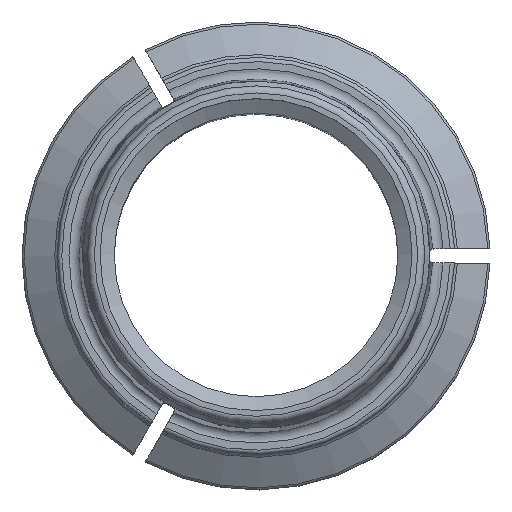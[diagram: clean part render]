
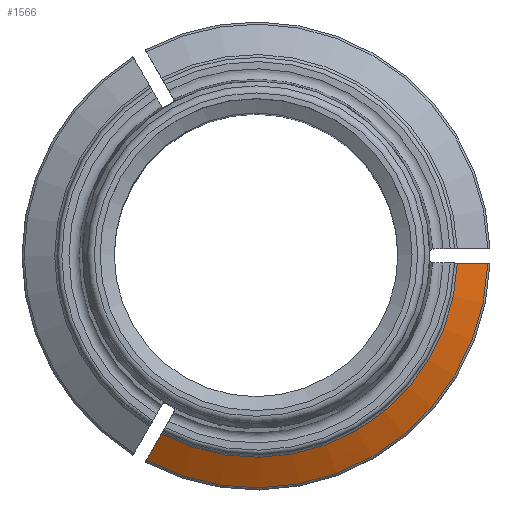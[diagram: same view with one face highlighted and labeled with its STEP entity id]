
A CAD part, top view. The second image highlights one B-rep face of the part: STEP entity #1566.
In plain terms, the highlighted conical face has half-angle 60 degrees and reference radius 14 mm.
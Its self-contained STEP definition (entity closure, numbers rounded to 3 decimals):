
#23=CONICAL_SURFACE('',#1678,14.,1.047);
#384=ORIENTED_EDGE('',*,*,#577,.F.);
#385=ORIENTED_EDGE('',*,*,#697,.T.);
#386=ORIENTED_EDGE('',*,*,#677,.T.);
#387=ORIENTED_EDGE('',*,*,#699,.T.);
#577=EDGE_CURVE('',#748,#749,#859,.T.);
#677=EDGE_CURVE('',#839,#838,#876,.T.);
#697=EDGE_CURVE('',#748,#839,#893,.T.);
#699=EDGE_CURVE('',#838,#749,#895,.T.);
#748=VERTEX_POINT('',#2152);
#749=VERTEX_POINT('',#2154);
#838=VERTEX_POINT('',#2513);
#839=VERTEX_POINT('',#2515);
#859=CIRCLE('',#1620,37333.351);
#876=CIRCLE('',#1646,37333.359);
#893=CIRCLE('',#1673,16.35);
#895=CIRCLE('',#1676,14.2);
#961=EDGE_LOOP('',(#384,#385,#386,#387));
#1039=FACE_BOUND('',#961,.T.);
#1566=ADVANCED_FACE('',(#1039),#23,.T.);
#1620=AXIS2_PLACEMENT_3D('',#2153,#1777,#1778);
#1646=AXIS2_PLACEMENT_3D('',#2514,#1872,#1873);
#1673=AXIS2_PLACEMENT_3D('',#2563,#1927,#1928);
#1676=AXIS2_PLACEMENT_3D('',#2566,#1933,#1934);
#1678=AXIS2_PLACEMENT_3D('',#2568,#1937,#1938);
#1777=DIRECTION('',(-0.866,0.5,0.));
#1778=DIRECTION('',(-0.25,-0.433,0.866));
#1872=DIRECTION('',(0.,-1.,0.));
#1873=DIRECTION('',(0.5,0.,0.866));
#1927=DIRECTION('',(0.,0.,1.));
#1928=DIRECTION('',(1.,0.,0.));
#1933=DIRECTION('',(0.,0.,-1.));
#1934=DIRECTION('',(-1.,0.,0.));
#1937=DIRECTION('',(0.,0.,-1.));
#1938=DIRECTION('',(-1.,0.,0.));
#2152=CARTESIAN_POINT('',(-7.738,-14.403,2.643));
#2153=CARTESIAN_POINT('',(9322.367,16145.813,-32332.72));
#2154=CARTESIAN_POINT('',(-6.663,-12.54,3.885));
#2513=CARTESIAN_POINT('',(14.191,-0.5,3.885));
#2514=CARTESIAN_POINT('',(-18643.871,-0.5,-32332.726));
#2515=CARTESIAN_POINT('',(16.342,-0.5,2.643));
#2563=CARTESIAN_POINT('',(0.,0.,2.643));
#2566=CARTESIAN_POINT('',(0.,0.,3.885));
#2568=CARTESIAN_POINT('',(0.,0.,4.));
